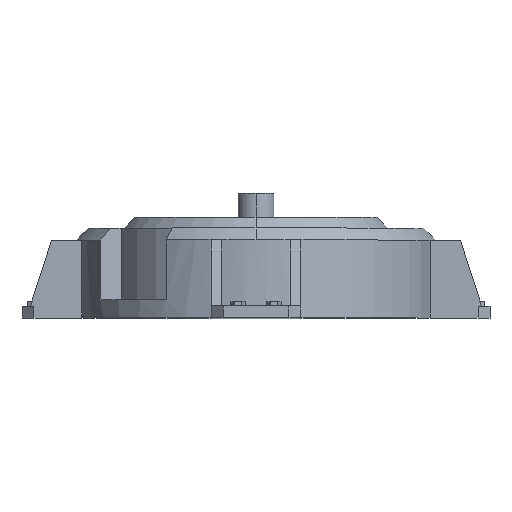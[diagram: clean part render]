
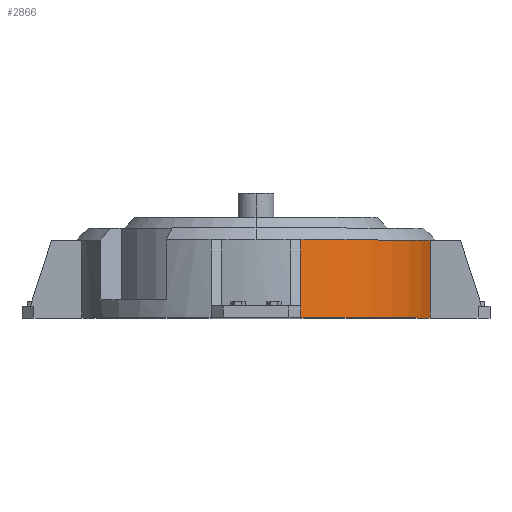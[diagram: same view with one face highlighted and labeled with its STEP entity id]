
A CAD part, top view. The second image highlights one B-rep face of the part: STEP entity #2866.
In plain terms, the highlighted cylindrical face has radius 150 mm (diameter 300 mm), a partial arc.
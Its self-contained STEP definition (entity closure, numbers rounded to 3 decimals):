
#156 = AXIS2_PLACEMENT_3D ( 'NONE', #2577, #3192, #2888 ) ;
#216 = AXIS2_PLACEMENT_3D ( 'NONE', #3087, #284, #2487 ) ;
#241 = VERTEX_POINT ( 'NONE', #2346 ) ;
#284 = DIRECTION ( 'NONE',  ( 0., 1., 0. ) ) ;
#370 = ORIENTED_EDGE ( 'NONE', *, *, #2737, .T. ) ;
#401 = DIRECTION ( 'NONE',  ( 0., -1., 0. ) ) ;
#776 = CARTESIAN_POINT ( 'NONE',  ( 145.237, 0., 37.5 ) ) ;
#857 = EDGE_LOOP ( 'NONE', ( #3411, #2597, #1238, #370 ) ) ;
#1065 = DIRECTION ( 'NONE',  ( 0., -1., 0. ) ) ;
#1083 = VECTOR ( 'NONE', #1065, 1000. ) ;
#1101 = VERTEX_POINT ( 'NONE', #2161 ) ;
#1160 = VERTEX_POINT ( 'NONE', #1569 ) ;
#1238 = ORIENTED_EDGE ( 'NONE', *, *, #3093, .T. ) ;
#1441 = DIRECTION ( 'NONE',  ( 0., 0., 1. ) ) ;
#1454 = LINE ( 'NONE', #2732, #3133 ) ;
#1569 = CARTESIAN_POINT ( 'NONE',  ( 145.237, 65., 37.5 ) ) ;
#1997 = EDGE_CURVE ( 'NONE', #1160, #2157, #1454, .T. ) ;
#2157 = VERTEX_POINT ( 'NONE', #776 ) ;
#2161 = CARTESIAN_POINT ( 'NONE',  ( 37.5, 65., 145.237 ) ) ;
#2346 = CARTESIAN_POINT ( 'NONE',  ( 37.5, 0., 145.237 ) ) ;
#2487 = DIRECTION ( 'NONE',  ( 0., 0., 1. ) ) ;
#2570 = EDGE_CURVE ( 'NONE', #1160, #1101, #3070, .T. ) ;
#2577 = CARTESIAN_POINT ( 'NONE',  ( 0., 75., 0. ) ) ;
#2597 = ORIENTED_EDGE ( 'NONE', *, *, #2570, .T. ) ;
#2732 = CARTESIAN_POINT ( 'NONE',  ( 145.237, 10., 37.5 ) ) ;
#2737 = EDGE_CURVE ( 'NONE', #241, #2157, #2743, .T. ) ;
#2743 = CIRCLE ( 'NONE', #216, 150. ) ;
#2866 = ADVANCED_FACE ( 'NONE', ( #3553 ), #3173, .T. ) ;
#2888 = DIRECTION ( 'NONE',  ( 0., 0., -1. ) ) ;
#3000 = LINE ( 'NONE', #3366, #1083 ) ;
#3070 = CIRCLE ( 'NONE', #3276, 150. ) ;
#3087 = CARTESIAN_POINT ( 'NONE',  ( 0., 0., 0. ) ) ;
#3093 = EDGE_CURVE ( 'NONE', #1101, #241, #3000, .T. ) ;
#3133 = VECTOR ( 'NONE', #3719, 1000. ) ;
#3173 = CYLINDRICAL_SURFACE ( 'NONE', #156, 150. ) ;
#3192 = DIRECTION ( 'NONE',  ( 0., -1., 0. ) ) ;
#3276 = AXIS2_PLACEMENT_3D ( 'NONE', #3355, #401, #1441 ) ;
#3355 = CARTESIAN_POINT ( 'NONE',  ( 0., 65., 0. ) ) ;
#3366 = CARTESIAN_POINT ( 'NONE',  ( 37.5, 10., 145.237 ) ) ;
#3411 = ORIENTED_EDGE ( 'NONE', *, *, #1997, .F. ) ;
#3553 = FACE_OUTER_BOUND ( 'NONE', #857, .T. ) ;
#3719 = DIRECTION ( 'NONE',  ( 0., -1., 0. ) ) ;
